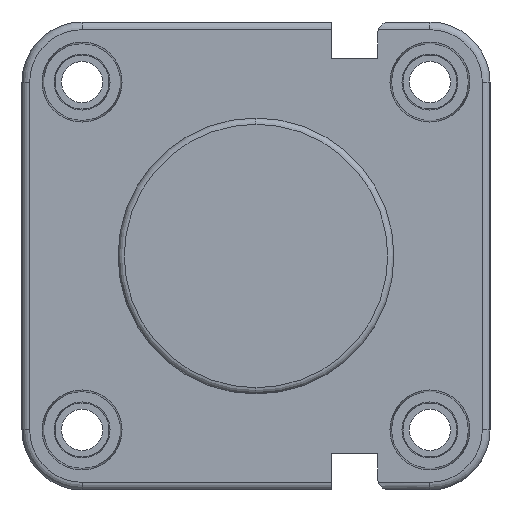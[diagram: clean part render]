
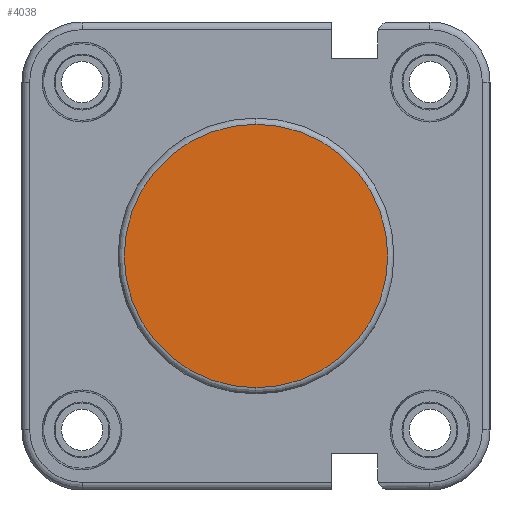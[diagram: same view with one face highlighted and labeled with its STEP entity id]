
A CAD part, left-side view. The second image highlights one B-rep face of the part: STEP entity #4038.
In plain terms, the highlighted planar face has unit normal (-1, 0, 0).
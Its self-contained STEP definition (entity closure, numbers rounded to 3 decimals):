
#742 = CARTESIAN_POINT ( 'NONE',  ( 0., 0., 0. ) ) ;
#805 = DIRECTION ( 'NONE',  ( -1., 0., 0. ) ) ;
#1005 = DIRECTION ( 'NONE',  ( 0., 0., 1. ) ) ;
#1525 = DIRECTION ( 'NONE',  ( -1., 0., 0. ) ) ;
#2106 = EDGE_CURVE ( 'NONE', #10812, #3547, #5126, .T. ) ;
#2898 = FACE_OUTER_BOUND ( 'NONE', #9299, .T. ) ;
#3547 = VERTEX_POINT ( 'NONE', #14339 ) ;
#4038 = ADVANCED_FACE ( 'NONE', ( #2898 ), #10674, .T. ) ;
#4958 = DIRECTION ( 'NONE',  ( 0., 0., 1. ) ) ;
#5126 = CIRCLE ( 'NONE', #7392, 21.4 ) ;
#5320 = ORIENTED_EDGE ( 'NONE', *, *, #9693, .T. ) ;
#7308 = CIRCLE ( 'NONE', #17556, 21.4 ) ;
#7392 = AXIS2_PLACEMENT_3D ( 'NONE', #742, #805, #1005 ) ;
#7834 = DIRECTION ( 'NONE',  ( -1., 0., 0. ) ) ;
#8484 = AXIS2_PLACEMENT_3D ( 'NONE', #10952, #1525, #18606 ) ;
#9299 = EDGE_LOOP ( 'NONE', ( #5320, #16439 ) ) ;
#9693 = EDGE_CURVE ( 'NONE', #3547, #10812, #7308, .T. ) ;
#10674 = PLANE ( 'NONE',  #8484 ) ;
#10812 = VERTEX_POINT ( 'NONE', #19774 ) ;
#10952 = CARTESIAN_POINT ( 'NONE',  ( 0., 0., 0. ) ) ;
#12573 = CARTESIAN_POINT ( 'NONE',  ( 0., 0., 0. ) ) ;
#14339 = CARTESIAN_POINT ( 'NONE',  ( 0., 0., 21.4 ) ) ;
#16439 = ORIENTED_EDGE ( 'NONE', *, *, #2106, .T. ) ;
#17556 = AXIS2_PLACEMENT_3D ( 'NONE', #12573, #7834, #4958 ) ;
#18606 = DIRECTION ( 'NONE',  ( 0., 0., 1. ) ) ;
#19774 = CARTESIAN_POINT ( 'NONE',  ( 0., 0., -21.4 ) ) ;
